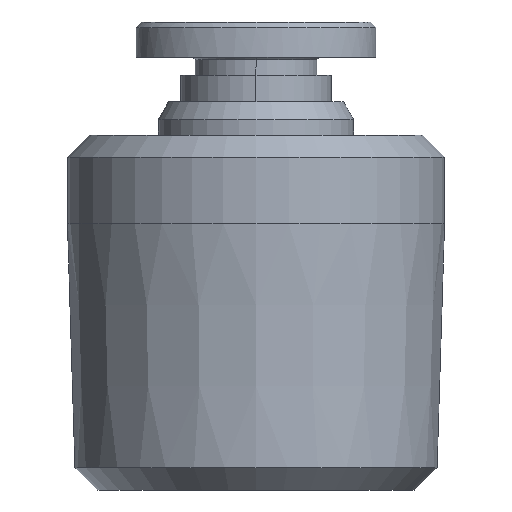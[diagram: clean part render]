
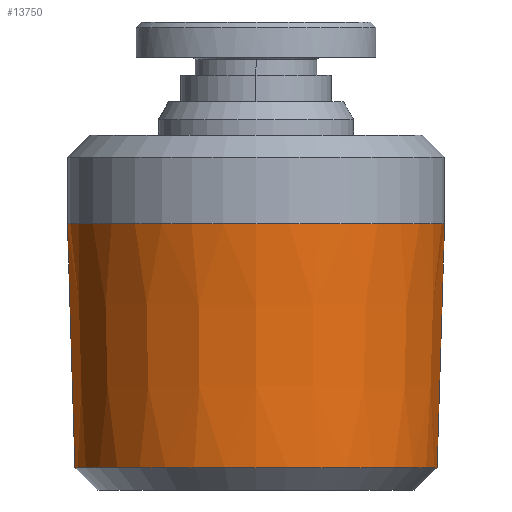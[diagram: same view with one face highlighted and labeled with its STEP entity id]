
A CAD part, left-side view. The second image highlights one B-rep face of the part: STEP entity #13750.
In plain terms, the highlighted conical face has half-angle 1.754 degrees and reference radius 8.316 mm.
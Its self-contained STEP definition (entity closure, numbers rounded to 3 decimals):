
#266=CARTESIAN_POINT('',(-8.163,0.,-6.35));
#267=VERTEX_POINT('',#266);
#268=CARTESIAN_POINT('',(-8.5,0.0,4.65));
#269=VERTEX_POINT('',#268);
#270=CARTESIAN_POINT('',(-8.163,0.,-6.35));
#271=DIRECTION('',(-0.031,0.,1.));
#272=VECTOR('',#271,11.006);
#273=LINE('',#270,#272);
#274=EDGE_CURVE('',#267,#269,#273,.T.);
#276=CARTESIAN_POINT('',(8.163,0.,-6.35));
#277=VERTEX_POINT('',#276);
#285=CARTESIAN_POINT('',(8.5,0.,4.65));
#286=VERTEX_POINT('',#285);
#287=CARTESIAN_POINT('',(8.5,0.,4.65));
#288=DIRECTION('',(-0.031,0.,-1.));
#289=VECTOR('',#288,11.006);
#290=LINE('',#287,#289);
#291=EDGE_CURVE('',#286,#277,#290,.T.);
#331=CARTESIAN_POINT('',(0.0,0.,-6.35));
#332=DIRECTION('',(0.0,0.0,-1.0));
#333=DIRECTION('',(1.0,0.0,0.0));
#334=AXIS2_PLACEMENT_3D('',#331,#332,#333);
#335=CIRCLE('',#334,8.163);
#336=EDGE_CURVE('',#267,#277,#335,.T.);
#13697=CARTESIAN_POINT('',(0.0,0.0,4.65));
#13698=DIRECTION('',(0.0,0.0,1.0));
#13699=DIRECTION('',(-1.0,0.0,0.0));
#13700=AXIS2_PLACEMENT_3D('',#13697,#13698,#13699);
#13701=CIRCLE('',#13700,8.5);
#13702=EDGE_CURVE('',#286,#269,#13701,.T.);
#13739=CARTESIAN_POINT('',(0.0,0.0,-1.35));
#13740=DIRECTION('',(0.0,0.0,1.0));
#13741=DIRECTION('',(-1.0,0.0,0.0));
#13742=AXIS2_PLACEMENT_3D('',#13739,#13740,#13741);
#13743=CONICAL_SURFACE('',#13742,8.316,1.754);
#13744=ORIENTED_EDGE('',*,*,#274,.T.);
#13745=ORIENTED_EDGE('',*,*,#13702,.F.);
#13746=ORIENTED_EDGE('',*,*,#291,.T.);
#13747=ORIENTED_EDGE('',*,*,#336,.F.);
#13748=EDGE_LOOP('',(#13744,#13745,#13746,#13747));
#13749=FACE_OUTER_BOUND('',#13748,.T.);
#13750=ADVANCED_FACE('',(#13749),#13743,.T.);
